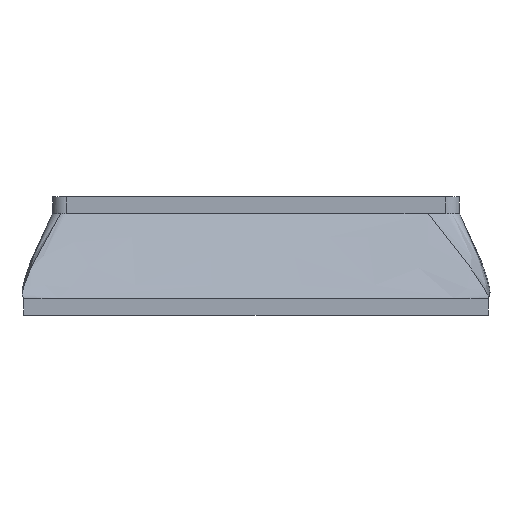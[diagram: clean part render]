
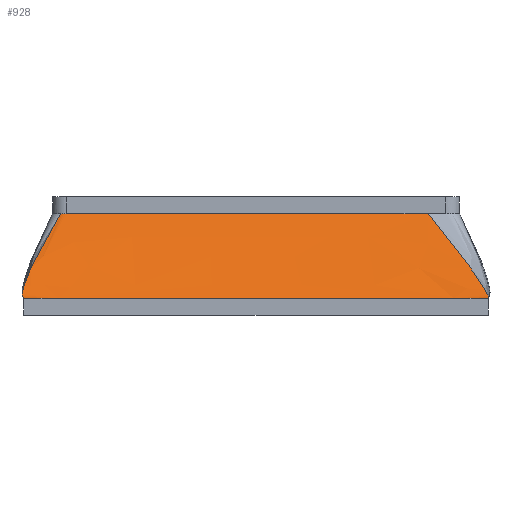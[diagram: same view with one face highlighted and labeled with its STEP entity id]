
A CAD part, front view. The second image highlights one B-rep face of the part: STEP entity #928.
In plain terms, the highlighted free-form (B-spline) face has degree [3, 3] with [8, 4] control points.
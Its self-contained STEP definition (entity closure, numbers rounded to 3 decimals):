
#26=B_SPLINE_SURFACE_WITH_KNOTS('',3,3,((#1777,#1778,#1779,#1780),(#1781,
#1782,#1783,#1784),(#1785,#1786,#1787,#1788),(#1789,#1790,#1791,#1792),
(#1793,#1794,#1795,#1796),(#1797,#1798,#1799,#1800),(#1801,#1802,#1803,
#1804),(#1805,#1806,#1807,#1808)),.UNSPECIFIED.,.F.,.F.,.F.,(4,1,1,2,4),
(4,4),(0.,0.394,0.591,0.985,1.),(0.,
0.536),.UNSPECIFIED.);
#49=B_SPLINE_CURVE_WITH_KNOTS('',3,(#1359,#1360,#1361,#1362,#1363,#1364,
#1365,#1366),.UNSPECIFIED.,.F.,.F.,(4,1,1,2,4),(0.,0.394,0.591,
0.985,0.985),.UNSPECIFIED.);
#50=B_SPLINE_CURVE_WITH_KNOTS('',3,(#1369,#1370,#1371,#1372),
 .UNSPECIFIED.,.F.,.F.,(4,4),(0.985,1.),.UNSPECIFIED.);
#63=B_SPLINE_CURVE_WITH_KNOTS('',3,(#1697,#1698,#1699,#1700),
 .UNSPECIFIED.,.F.,.F.,(4,4),(0.,0.444),.UNSPECIFIED.);
#68=B_SPLINE_CURVE_WITH_KNOTS('',3,(#1813,#1814,#1815,#1816,#1817,#1818,
#1819,#1820,#1821,#1822,#1823,#1824,#1825,#1826),.UNSPECIFIED.,.F.,.F.,
(4,2,2,2,2,2,4),(-0.024,0.,6.189,8.346,
10.125,11.877,11.902),.UNSPECIFIED.);
#69=B_SPLINE_CURVE_WITH_KNOTS('',3,(#1828,#1829,#1830,#1831),
 .UNSPECIFIED.,.F.,.F.,(4,4),(0.,0.444),.UNSPECIFIED.);
#133=FACE_OUTER_BOUND('',#190,.T.);
#190=EDGE_LOOP('',(#729,#730,#731,#732,#733,#734,#735));
#244=LINE('',#1811,#309);
#245=LINE('',#1827,#310);
#309=VECTOR('',#1144,10.);
#310=VECTOR('',#1145,10.);
#410=VERTEX_POINT('',#1350);
#412=VERTEX_POINT('',#1357);
#413=VERTEX_POINT('',#1368);
#428=VERTEX_POINT('',#1695);
#432=VERTEX_POINT('',#1809);
#433=VERTEX_POINT('',#1810);
#434=VERTEX_POINT('',#1812);
#515=EDGE_CURVE('',#410,#412,#49,.T.);
#516=EDGE_CURVE('',#412,#413,#50,.T.);
#540=EDGE_CURVE('',#410,#428,#63,.T.);
#546=EDGE_CURVE('',#432,#433,#244,.T.);
#547=EDGE_CURVE('',#434,#433,#68,.T.);
#548=EDGE_CURVE('',#434,#428,#245,.T.);
#549=EDGE_CURVE('',#413,#432,#69,.T.);
#729=ORIENTED_EDGE('',*,*,#546,.T.);
#730=ORIENTED_EDGE('',*,*,#547,.F.);
#731=ORIENTED_EDGE('',*,*,#548,.T.);
#732=ORIENTED_EDGE('',*,*,#540,.F.);
#733=ORIENTED_EDGE('',*,*,#515,.T.);
#734=ORIENTED_EDGE('',*,*,#516,.T.);
#735=ORIENTED_EDGE('',*,*,#549,.T.);
#928=ADVANCED_FACE('',(#133),#26,.T.);
#1144=DIRECTION('',(1.,0.,0.));
#1145=DIRECTION('',(1.,0.,0.));
#1350=CARTESIAN_POINT('',(50.741,-60.,25.));
#1357=CARTESIAN_POINT('',(-56.,-60.,25.));
#1359=CARTESIAN_POINT('Ctrl Pts',(50.741,-60.,25.));
#1360=CARTESIAN_POINT('Ctrl Pts',(36.509,-60.,25.));
#1361=CARTESIAN_POINT('Ctrl Pts',(15.161,-59.999,25.));
#1362=CARTESIAN_POINT('Ctrl Pts',(-20.42,-60.,25.));
#1363=CARTESIAN_POINT('Ctrl Pts',(-41.767,-59.996,25.));
#1364=CARTESIAN_POINT('Ctrl Pts',(-56.,-60.,25.));
#1365=CARTESIAN_POINT('Ctrl Pts',(-56.,-60.,25.));
#1366=CARTESIAN_POINT('Ctrl Pts',(-56.,-60.,25.));
#1368=CARTESIAN_POINT('',(-57.606,-59.663,25.));
#1369=CARTESIAN_POINT('Ctrl Pts',(-56.,-60.,25.));
#1370=CARTESIAN_POINT('Ctrl Pts',(-56.551,-60.,25.));
#1371=CARTESIAN_POINT('Ctrl Pts',(-57.101,-59.885,25.));
#1372=CARTESIAN_POINT('Ctrl Pts',(-57.606,-59.663,25.));
#1695=CARTESIAN_POINT('',(68.5,-81.,0.));
#1697=CARTESIAN_POINT('Ctrl Pts',(50.741,-60.,25.));
#1698=CARTESIAN_POINT('Ctrl Pts',(62.945,-74.432,10.024));
#1699=CARTESIAN_POINT('Ctrl Pts',(68.865,-81.432,1.691));
#1700=CARTESIAN_POINT('Ctrl Pts',(68.5,-81.,0.));
#1777=CARTESIAN_POINT('Ctrl Pts',(50.741,-60.,25.));
#1778=CARTESIAN_POINT('Ctrl Pts',(65.479,-77.428,6.915));
#1779=CARTESIAN_POINT('Ctrl Pts',(71.052,-84.018,-1.483));
#1780=CARTESIAN_POINT('Ctrl Pts',(67.46,-79.77,-0.194));
#1781=CARTESIAN_POINT('Ctrl Pts',(36.509,-60.,25.));
#1782=CARTESIAN_POINT('Ctrl Pts',(47.664,-76.439,6.915));
#1783=CARTESIAN_POINT('Ctrl Pts',(52.153,-83.231,-1.483));
#1784=CARTESIAN_POINT('Ctrl Pts',(49.981,-80.382,-0.194));
#1785=CARTESIAN_POINT('Ctrl Pts',(15.161,-59.999,25.));
#1786=CARTESIAN_POINT('Ctrl Pts',(21.363,-75.47,6.915));
#1787=CARTESIAN_POINT('Ctrl Pts',(24.144,-82.467,-1.483));
#1788=CARTESIAN_POINT('Ctrl Pts',(23.503,-80.989,-0.194));
#1789=CARTESIAN_POINT('Ctrl Pts',(-20.42,-60.,25.));
#1790=CARTESIAN_POINT('Ctrl Pts',(-22.233,-75.43,6.915));
#1791=CARTESIAN_POINT('Ctrl Pts',(-22.353,-82.434,-1.483));
#1792=CARTESIAN_POINT('Ctrl Pts',(-20.78,-81.015,-0.194));
#1793=CARTESIAN_POINT('Ctrl Pts',(-41.767,-59.996,25.));
#1794=CARTESIAN_POINT('Ctrl Pts',(-48.512,-76.348,6.915));
#1795=CARTESIAN_POINT('Ctrl Pts',(-50.347,-83.163,-1.483));
#1796=CARTESIAN_POINT('Ctrl Pts',(-47.271,-80.438,-0.194));
#1797=CARTESIAN_POINT('Ctrl Pts',(-56.551,-60.,25.));
#1798=CARTESIAN_POINT('Ctrl Pts',(-66.996,-77.352,6.915));
#1799=CARTESIAN_POINT('Ctrl Pts',(-69.959,-83.958,-1.483));
#1800=CARTESIAN_POINT('Ctrl Pts',(-65.44,-79.817,-0.194));
#1801=CARTESIAN_POINT('Ctrl Pts',(-57.101,-59.885,25.));
#1802=CARTESIAN_POINT('Ctrl Pts',(-67.685,-77.341,6.915));
#1803=CARTESIAN_POINT('Ctrl Pts',(-70.69,-83.981,-1.483));
#1804=CARTESIAN_POINT('Ctrl Pts',(-66.117,-79.805,-0.194));
#1805=CARTESIAN_POINT('Ctrl Pts',(-57.606,-59.663,25.));
#1806=CARTESIAN_POINT('Ctrl Pts',(-68.355,-77.287,6.915));
#1807=CARTESIAN_POINT('Ctrl Pts',(-71.419,-84.,-1.483));
#1808=CARTESIAN_POINT('Ctrl Pts',(-66.798,-79.803,-0.194));
#1809=CARTESIAN_POINT('',(-68.5,-81.,0.));
#1810=CARTESIAN_POINT('',(-58.311,-81.,0.));
#1811=CARTESIAN_POINT('',(-68.5,-81.,0.));
#1812=CARTESIAN_POINT('',(58.311,-81.,0.));
#1813=CARTESIAN_POINT('Ctrl Pts',(58.311,-81.,0.));
#1814=CARTESIAN_POINT('Ctrl Pts',(58.232,-81.,-0.002));
#1815=CARTESIAN_POINT('Ctrl Pts',(58.154,-81.,-0.004));
#1816=CARTESIAN_POINT('Ctrl Pts',(37.455,-81.,-0.588));
#1817=CARTESIAN_POINT('Ctrl Pts',(23.209,-81.,-0.194));
#1818=CARTESIAN_POINT('Ctrl Pts',(-9.121,-81.,-0.211));
#1819=CARTESIAN_POINT('Ctrl Pts',(-16.624,-81.,-0.267));
#1820=CARTESIAN_POINT('Ctrl Pts',(-29.615,-81.,-0.326));
#1821=CARTESIAN_POINT('Ctrl Pts',(-35.242,-81.,-0.337));
#1822=CARTESIAN_POINT('Ctrl Pts',(-46.797,-81.,-0.254));
#1823=CARTESIAN_POINT('Ctrl Pts',(-52.362,-81.,-0.164));
#1824=CARTESIAN_POINT('Ctrl Pts',(-58.15,-81.,-0.004));
#1825=CARTESIAN_POINT('Ctrl Pts',(-58.231,-81.,-0.002));
#1826=CARTESIAN_POINT('Ctrl Pts',(-58.311,-81.,0.));
#1827=CARTESIAN_POINT('',(-68.5,-81.,0.));
#1828=CARTESIAN_POINT('Ctrl Pts',(-57.606,-59.663,25.));
#1829=CARTESIAN_POINT('Ctrl Pts',(-66.507,-74.257,10.024));
#1830=CARTESIAN_POINT('Ctrl Pts',(-70.138,-81.369,1.691));
#1831=CARTESIAN_POINT('Ctrl Pts',(-68.5,-81.,0.));
